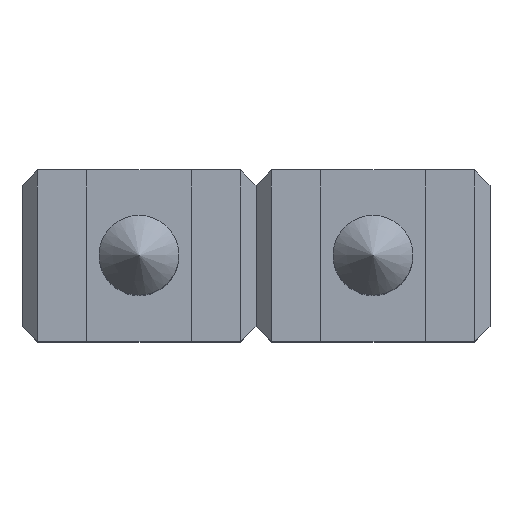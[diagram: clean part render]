
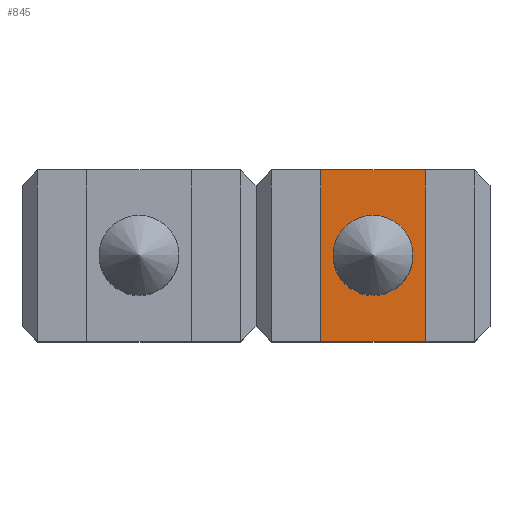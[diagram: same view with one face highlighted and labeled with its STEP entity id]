
A CAD part, top view. The second image highlights one B-rep face of the part: STEP entity #845.
In plain terms, the highlighted planar face has unit normal (0, 0, 1).
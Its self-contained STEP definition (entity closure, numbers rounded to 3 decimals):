
#44=LINE('',#1235,#144);
#45=LINE('',#1238,#145);
#46=LINE('',#1240,#146);
#47=LINE('',#1242,#147);
#144=VECTOR('',#999,1000.);
#145=VECTOR('',#1000,1000.);
#146=VECTOR('',#1001,1000.);
#147=VECTOR('',#1002,1000.);
#244=ORIENTED_EDGE('',*,*,#468,.T.);
#245=ORIENTED_EDGE('',*,*,#469,.T.);
#246=ORIENTED_EDGE('',*,*,#470,.T.);
#247=ORIENTED_EDGE('',*,*,#471,.T.);
#248=ORIENTED_EDGE('',*,*,#472,.F.);
#468=EDGE_CURVE('',#580,#580,#654,.T.);
#469=EDGE_CURVE('',#581,#582,#44,.T.);
#470=EDGE_CURVE('',#582,#583,#45,.T.);
#471=EDGE_CURVE('',#583,#584,#46,.T.);
#472=EDGE_CURVE('',#581,#584,#47,.T.);
#580=VERTEX_POINT('',#1234);
#581=VERTEX_POINT('',#1236);
#582=VERTEX_POINT('',#1237);
#583=VERTEX_POINT('',#1239);
#584=VERTEX_POINT('',#1241);
#654=CIRCLE('',#926,0.65);
#666=EDGE_LOOP('',(#244));
#667=EDGE_LOOP('',(#245,#246,#247,#248));
#732=FACE_BOUND('',#666,.T.);
#733=FACE_BOUND('',#667,.T.);
#800=PLANE('',#925);
#845=ADVANCED_FACE('',(#732,#733),#800,.F.);
#925=AXIS2_PLACEMENT_3D('',#1232,#995,#996);
#926=AXIS2_PLACEMENT_3D('',#1233,#997,#998);
#995=DIRECTION('',(0.,0.,-1.));
#996=DIRECTION('',(-1.,0.,0.));
#997=DIRECTION('',(0.,0.,-1.));
#998=DIRECTION('',(1.,0.,0.));
#999=DIRECTION('',(-1.,0.,0.));
#1000=DIRECTION('',(0.,-1.,0.));
#1001=DIRECTION('',(1.,0.,0.));
#1002=DIRECTION('',(0.,-1.,0.));
#1232=CARTESIAN_POINT('',(2.96,6.961,0.8));
#1233=CARTESIAN_POINT('',(3.81,0.,0.8));
#1234=CARTESIAN_POINT('',(4.46,0.,0.8));
#1235=CARTESIAN_POINT('',(5.715,1.4,0.8));
#1236=CARTESIAN_POINT('',(4.66,1.4,0.8));
#1237=CARTESIAN_POINT('',(2.96,1.4,0.8));
#1238=CARTESIAN_POINT('',(2.96,6.961,0.8));
#1239=CARTESIAN_POINT('',(2.96,-1.4,0.8));
#1240=CARTESIAN_POINT('',(2.96,-1.4,0.8));
#1241=CARTESIAN_POINT('',(4.66,-1.4,0.8));
#1242=CARTESIAN_POINT('',(4.66,6.961,0.8));
